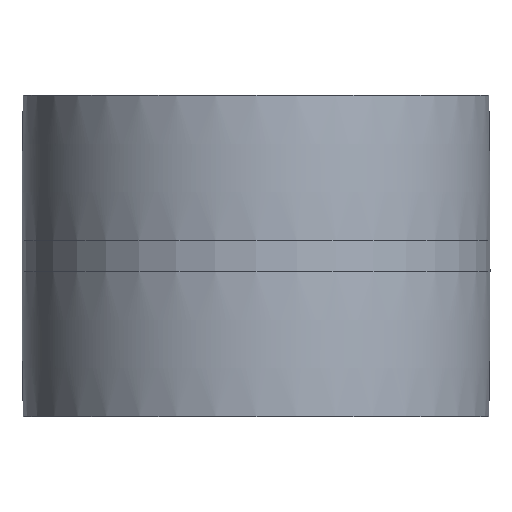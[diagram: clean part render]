
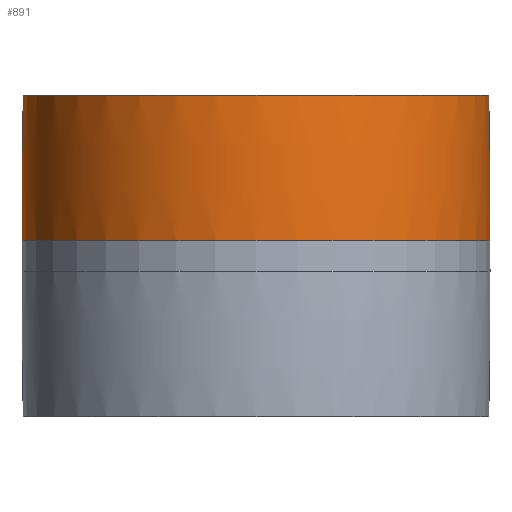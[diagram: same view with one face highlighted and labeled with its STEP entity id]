
A CAD part, front view. The second image highlights one B-rep face of the part: STEP entity #891.
In plain terms, the highlighted toroidal (fillet/blend) face has major radius 6948.43 mm and minor radius 7140.62 mm.
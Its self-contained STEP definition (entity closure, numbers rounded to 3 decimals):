
#22 = CARTESIAN_POINT ( 'NONE',  ( -192.2, 0., 12.5 ) ) ;
#23 = CIRCLE ( 'NONE', #246, 7140.625 ) ;
#44 = CARTESIAN_POINT ( 'NONE',  ( 6948.425, 0., 12.5 ) ) ;
#97 = EDGE_CURVE ( 'NONE', #371, #260, #287, .T. ) ;
#138 = DIRECTION ( 'NONE',  ( 0., 0., 1. ) ) ;
#165 = CIRCLE ( 'NONE', #955, 192.2 ) ;
#176 = ORIENTED_EDGE ( 'NONE', *, *, #632, .F. ) ;
#233 = CARTESIAN_POINT ( 'NONE',  ( 0., 0., 12.5 ) ) ;
#246 = AXIS2_PLACEMENT_3D ( 'NONE', #44, #401, #485 ) ;
#260 = VERTEX_POINT ( 'NONE', #758 ) ;
#266 = DIRECTION ( 'NONE',  ( 0., 0., 1. ) ) ;
#280 = DIRECTION ( 'NONE',  ( 1., 0., 0. ) ) ;
#285 = AXIS2_PLACEMENT_3D ( 'NONE', #561, #618, #860 ) ;
#287 = CIRCLE ( 'NONE', #651, 191.2 ) ;
#305 = ORIENTED_EDGE ( 'NONE', *, *, #97, .F. ) ;
#330 = AXIS2_PLACEMENT_3D ( 'NONE', #233, #690, #755 ) ;
#344 = DIRECTION ( 'NONE',  ( 1., 0., 0. ) ) ;
#371 = VERTEX_POINT ( 'NONE', #787 ) ;
#379 = EDGE_CURVE ( 'NONE', #592, #964, #165, .T. ) ;
#401 = DIRECTION ( 'NONE',  ( 0., 1., 0. ) ) ;
#435 = TOROIDAL_SURFACE ( 'NONE', #330, -6948.425, 7140.625 ) ;
#472 = ORIENTED_EDGE ( 'NONE', *, *, #619, .T. ) ;
#485 = DIRECTION ( 'NONE',  ( -1., 0., 0. ) ) ;
#519 = EDGE_LOOP ( 'NONE', ( #176, #746, #472, #305 ) ) ;
#561 = CARTESIAN_POINT ( 'NONE',  ( -6948.425, 0., 12.5 ) ) ;
#592 = VERTEX_POINT ( 'NONE', #22 ) ;
#618 = DIRECTION ( 'NONE',  ( 0., -1., 0. ) ) ;
#619 = EDGE_CURVE ( 'NONE', #964, #260, #672, .T. ) ;
#632 = EDGE_CURVE ( 'NONE', #592, #371, #23, .T. ) ;
#639 = CARTESIAN_POINT ( 'NONE',  ( 0., 0., 132. ) ) ;
#651 = AXIS2_PLACEMENT_3D ( 'NONE', #639, #138, #280 ) ;
#672 = CIRCLE ( 'NONE', #285, 7140.625 ) ;
#690 = DIRECTION ( 'NONE',  ( 0., 0., 1. ) ) ;
#746 = ORIENTED_EDGE ( 'NONE', *, *, #379, .T. ) ;
#755 = DIRECTION ( 'NONE',  ( 1., 0., 0. ) ) ;
#758 = CARTESIAN_POINT ( 'NONE',  ( 191.2, 0., 132. ) ) ;
#787 = CARTESIAN_POINT ( 'NONE',  ( -191.2, 0., 132. ) ) ;
#860 = DIRECTION ( 'NONE',  ( 0., 0., -1. ) ) ;
#861 = CARTESIAN_POINT ( 'NONE',  ( 0., 0., 12.5 ) ) ;
#891 = ADVANCED_FACE ( 'NONE', ( #903 ), #435, .T. ) ;
#903 = FACE_OUTER_BOUND ( 'NONE', #519, .T. ) ;
#923 = CARTESIAN_POINT ( 'NONE',  ( 192.2, 0., 12.5 ) ) ;
#955 = AXIS2_PLACEMENT_3D ( 'NONE', #861, #266, #344 ) ;
#964 = VERTEX_POINT ( 'NONE', #923 ) ;
